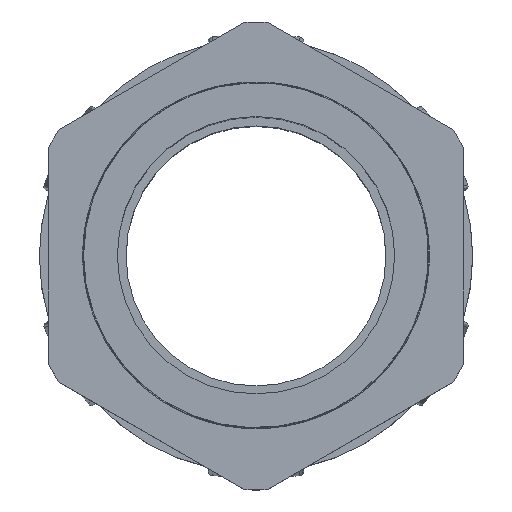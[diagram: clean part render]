
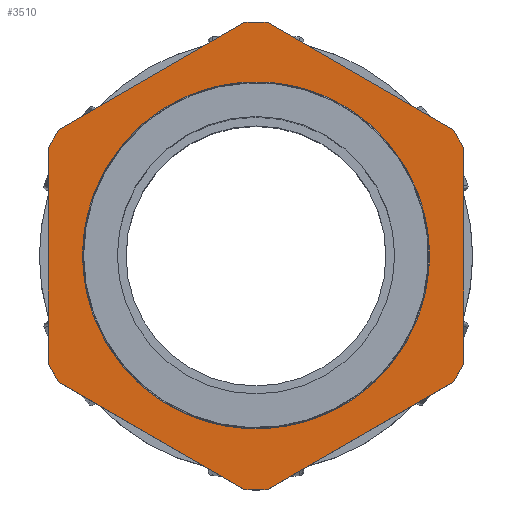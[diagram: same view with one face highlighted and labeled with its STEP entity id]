
A CAD part, top view. The second image highlights one B-rep face of the part: STEP entity #3510.
In plain terms, the highlighted planar face has unit normal (0, 0, 1).
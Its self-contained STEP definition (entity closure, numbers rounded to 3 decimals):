
#65 = DIRECTION ( 'NONE',  ( -1., 0., 0. ) ) ;
#79 = ORIENTED_EDGE ( 'NONE', *, *, #1271, .F. ) ;
#218 = CARTESIAN_POINT ( 'NONE',  ( -1.288, 26.969, -48.5 ) ) ;
#237 = VERTEX_POINT ( 'NONE', #3008 ) ;
#266 = ORIENTED_EDGE ( 'NONE', *, *, #1265, .T. ) ;
#394 = CARTESIAN_POINT ( 'NONE',  ( 0., 0., -48.5 ) ) ;
#415 = VECTOR ( 'NONE', #2774, 1000. ) ;
#461 = CARTESIAN_POINT ( 'NONE',  ( 22.712, -14.6, -48.5 ) ) ;
#493 = LINE ( 'NONE', #1811, #1699 ) ;
#503 = CIRCLE ( 'NONE', #5207, 27. ) ;
#561 = DIRECTION ( 'NONE',  ( 0., 0., 1. ) ) ;
#646 = FACE_BOUND ( 'NONE', #3238, .T. ) ;
#664 = LINE ( 'NONE', #3731, #2944 ) ;
#669 = DIRECTION ( 'NONE',  ( 0., 0., 1. ) ) ;
#686 = AXIS2_PLACEMENT_3D ( 'NONE', #3385, #669, #3841 ) ;
#750 = CARTESIAN_POINT ( 'NONE',  ( 0., 0., -48.5 ) ) ;
#840 = CIRCLE ( 'NONE', #4495, 27. ) ;
#857 = DIRECTION ( 'NONE',  ( 1., 0., 0. ) ) ;
#885 = CARTESIAN_POINT ( 'NONE',  ( 12., -20.785, -48.5 ) ) ;
#891 = ORIENTED_EDGE ( 'NONE', *, *, #1138, .F. ) ;
#901 = CARTESIAN_POINT ( 'NONE',  ( -12., -20.785, -48.5 ) ) ;
#918 = VERTEX_POINT ( 'NONE', #461 ) ;
#956 = PLANE ( 'NONE',  #5563 ) ;
#1114 = ORIENTED_EDGE ( 'NONE', *, *, #3216, .F. ) ;
#1138 = EDGE_CURVE ( 'NONE', #3604, #3604, #3073, .T. ) ;
#1144 = VERTEX_POINT ( 'NONE', #5555 ) ;
#1202 = DIRECTION ( 'NONE',  ( 1., 0., 0. ) ) ;
#1260 = VECTOR ( 'NONE', #2017, 1000. ) ;
#1265 = EDGE_CURVE ( 'NONE', #4415, #1144, #503, .T. ) ;
#1271 = EDGE_CURVE ( 'NONE', #918, #3184, #2638, .T. ) ;
#1398 = LINE ( 'NONE', #1534, #1260 ) ;
#1456 = ORIENTED_EDGE ( 'NONE', *, *, #2689, .F. ) ;
#1478 = AXIS2_PLACEMENT_3D ( 'NONE', #750, #3926, #1202 ) ;
#1534 = CARTESIAN_POINT ( 'NONE',  ( 12., 20.785, -48.5 ) ) ;
#1616 = VERTEX_POINT ( 'NONE', #2842 ) ;
#1661 = CIRCLE ( 'NONE', #3705, 27. ) ;
#1699 = VECTOR ( 'NONE', #2266, 1000. ) ;
#1709 = EDGE_CURVE ( 'NONE', #4415, #3858, #4567, .T. ) ;
#1723 = VERTEX_POINT ( 'NONE', #5254 ) ;
#1799 = EDGE_CURVE ( 'NONE', #1800, #1144, #664, .T. ) ;
#1800 = VERTEX_POINT ( 'NONE', #5127 ) ;
#1811 = CARTESIAN_POINT ( 'NONE',  ( 24., 0., -48.5 ) ) ;
#1959 = EDGE_LOOP ( 'NONE', ( #5295, #3054, #266, #5159, #3755, #1114, #4934, #79, #5619, #1456, #5614, #2475 ) ) ;
#2012 = CARTESIAN_POINT ( 'NONE',  ( 1.288, 26.969, -48.5 ) ) ;
#2017 = DIRECTION ( 'NONE',  ( 0.866, -0.5, 0. ) ) ;
#2071 = DIRECTION ( 'NONE',  ( 0.866, 0.5, 0. ) ) ;
#2101 = CARTESIAN_POINT ( 'NONE',  ( 0., 0., -48.5 ) ) ;
#2229 = CARTESIAN_POINT ( 'NONE',  ( 1.288, -26.969, -48.5 ) ) ;
#2233 = CARTESIAN_POINT ( 'NONE',  ( 0., 0., -48.5 ) ) ;
#2266 = DIRECTION ( 'NONE',  ( 0., -1., 0. ) ) ;
#2385 = DIRECTION ( 'NONE',  ( 0., 1., 0. ) ) ;
#2417 = VERTEX_POINT ( 'NONE', #2012 ) ;
#2432 = CARTESIAN_POINT ( 'NONE',  ( 17.6, 0., -48.5 ) ) ;
#2475 = ORIENTED_EDGE ( 'NONE', *, *, #5567, .F. ) ;
#2558 = DIRECTION ( 'NONE',  ( 1., 0., 0. ) ) ;
#2638 = LINE ( 'NONE', #885, #5060 ) ;
#2655 = CARTESIAN_POINT ( 'NONE',  ( 0., 0., -48.5 ) ) ;
#2689 = EDGE_CURVE ( 'NONE', #1723, #4275, #493, .T. ) ;
#2701 = DIRECTION ( 'NONE',  ( 1., 0., 0. ) ) ;
#2756 = CIRCLE ( 'NONE', #1478, 27. ) ;
#2774 = DIRECTION ( 'NONE',  ( -0.866, 0.5, 0. ) ) ;
#2798 = DIRECTION ( 'NONE',  ( 0., 0., -1. ) ) ;
#2842 = CARTESIAN_POINT ( 'NONE',  ( -1.288, -26.969, -48.5 ) ) ;
#2843 = LINE ( 'NONE', #901, #415 ) ;
#2944 = VECTOR ( 'NONE', #2385, 1000. ) ;
#2964 = CARTESIAN_POINT ( 'NONE',  ( -12., 20.785, -48.5 ) ) ;
#3008 = CARTESIAN_POINT ( 'NONE',  ( -22.712, -14.6, -48.5 ) ) ;
#3054 = ORIENTED_EDGE ( 'NONE', *, *, #1709, .F. ) ;
#3073 = CIRCLE ( 'NONE', #4308, 17.6 ) ;
#3123 = DIRECTION ( 'NONE',  ( 1., 0., 0. ) ) ;
#3184 = VERTEX_POINT ( 'NONE', #2229 ) ;
#3216 = EDGE_CURVE ( 'NONE', #1616, #237, #2843, .T. ) ;
#3238 = EDGE_LOOP ( 'NONE', ( #891 ) ) ;
#3286 = CARTESIAN_POINT ( 'NONE',  ( 0., 0., -48.5 ) ) ;
#3364 = VECTOR ( 'NONE', #2071, 1000. ) ;
#3385 = CARTESIAN_POINT ( 'NONE',  ( 0., 0., -48.5 ) ) ;
#3510 = ADVANCED_FACE ( 'NONE', ( #646, #5628 ), #956, .F. ) ;
#3573 = DIRECTION ( 'NONE',  ( 0., 0., 1. ) ) ;
#3604 = VERTEX_POINT ( 'NONE', #2432 ) ;
#3607 = EDGE_CURVE ( 'NONE', #1800, #237, #2756, .T. ) ;
#3705 = AXIS2_PLACEMENT_3D ( 'NONE', #2655, #5831, #3123 ) ;
#3730 = DIRECTION ( 'NONE',  ( 1., 0., 0. ) ) ;
#3731 = CARTESIAN_POINT ( 'NONE',  ( -24., 0., -48.5 ) ) ;
#3755 = ORIENTED_EDGE ( 'NONE', *, *, #3607, .T. ) ;
#3757 = CIRCLE ( 'NONE', #5653, 27. ) ;
#3841 = DIRECTION ( 'NONE',  ( 1., 0., 0. ) ) ;
#3858 = VERTEX_POINT ( 'NONE', #218 ) ;
#3926 = DIRECTION ( 'NONE',  ( 0., 0., 1. ) ) ;
#4012 = EDGE_CURVE ( 'NONE', #1616, #3184, #3757, .T. ) ;
#4070 = DIRECTION ( 'NONE',  ( -0.866, -0.5, 0. ) ) ;
#4275 = VERTEX_POINT ( 'NONE', #4404 ) ;
#4308 = AXIS2_PLACEMENT_3D ( 'NONE', #3286, #561, #3730 ) ;
#4404 = CARTESIAN_POINT ( 'NONE',  ( 24., -12.369, -48.5 ) ) ;
#4415 = VERTEX_POINT ( 'NONE', #4515 ) ;
#4495 = AXIS2_PLACEMENT_3D ( 'NONE', #2101, #5296, #2558 ) ;
#4515 = CARTESIAN_POINT ( 'NONE',  ( -22.712, 14.6, -48.5 ) ) ;
#4545 = EDGE_CURVE ( 'NONE', #1723, #5869, #5858, .T. ) ;
#4567 = LINE ( 'NONE', #2964, #3364 ) ;
#4664 = CARTESIAN_POINT ( 'NONE',  ( 22.712, 14.6, -48.5 ) ) ;
#4677 = EDGE_CURVE ( 'NONE', #918, #4275, #1661, .T. ) ;
#4934 = ORIENTED_EDGE ( 'NONE', *, *, #4012, .T. ) ;
#5060 = VECTOR ( 'NONE', #4070, 1000. ) ;
#5072 = CARTESIAN_POINT ( 'NONE',  ( 0., 17.6, -48.5 ) ) ;
#5127 = CARTESIAN_POINT ( 'NONE',  ( -24., -12.369, -48.5 ) ) ;
#5159 = ORIENTED_EDGE ( 'NONE', *, *, #1799, .F. ) ;
#5207 = AXIS2_PLACEMENT_3D ( 'NONE', #2233, #5435, #2701 ) ;
#5254 = CARTESIAN_POINT ( 'NONE',  ( 24., 12.369, -48.5 ) ) ;
#5295 = ORIENTED_EDGE ( 'NONE', *, *, #5725, .T. ) ;
#5296 = DIRECTION ( 'NONE',  ( 0., 0., 1. ) ) ;
#5435 = DIRECTION ( 'NONE',  ( 0., 0., 1. ) ) ;
#5555 = CARTESIAN_POINT ( 'NONE',  ( -24., 12.369, -48.5 ) ) ;
#5563 = AXIS2_PLACEMENT_3D ( 'NONE', #5072, #2798, #65 ) ;
#5567 = EDGE_CURVE ( 'NONE', #2417, #5869, #1398, .T. ) ;
#5614 = ORIENTED_EDGE ( 'NONE', *, *, #4545, .T. ) ;
#5619 = ORIENTED_EDGE ( 'NONE', *, *, #4677, .T. ) ;
#5628 = FACE_OUTER_BOUND ( 'NONE', #1959, .T. ) ;
#5653 = AXIS2_PLACEMENT_3D ( 'NONE', #394, #3573, #857 ) ;
#5725 = EDGE_CURVE ( 'NONE', #2417, #3858, #840, .T. ) ;
#5831 = DIRECTION ( 'NONE',  ( 0., 0., 1. ) ) ;
#5858 = CIRCLE ( 'NONE', #686, 27. ) ;
#5869 = VERTEX_POINT ( 'NONE', #4664 ) ;
